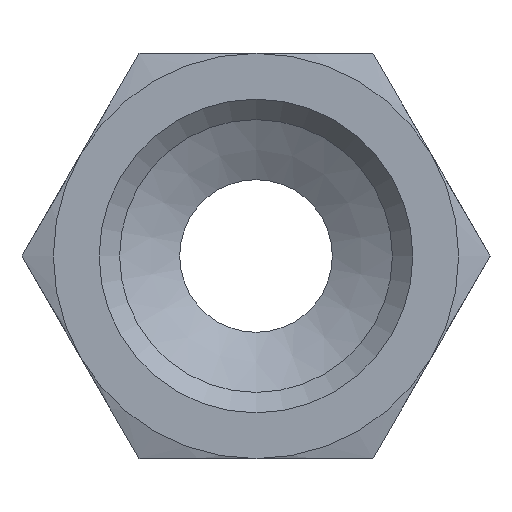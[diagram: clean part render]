
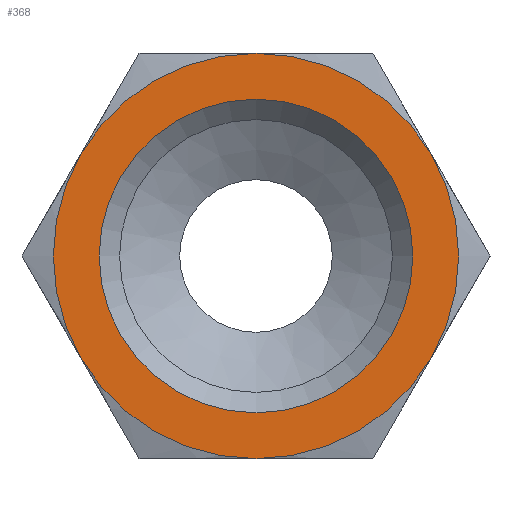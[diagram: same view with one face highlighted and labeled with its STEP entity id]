
A CAD part, left-side view. The second image highlights one B-rep face of the part: STEP entity #368.
In plain terms, the highlighted planar face has unit normal (-1, 0, 0).
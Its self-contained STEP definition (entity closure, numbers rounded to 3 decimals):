
#52=PLANE('',#416);
#62=CIRCLE('',#403,8.5);
#63=CIRCLE('',#405,8.5);
#64=CIRCLE('',#407,8.5);
#65=CIRCLE('',#409,8.5);
#66=CIRCLE('',#411,8.5);
#67=CIRCLE('',#413,8.5);
#69=CIRCLE('',#417,6.579);
#108=ORIENTED_EDGE('',*,*,#178,.F.);
#109=ORIENTED_EDGE('',*,*,#175,.F.);
#110=ORIENTED_EDGE('',*,*,#184,.F.);
#111=ORIENTED_EDGE('',*,*,#190,.F.);
#112=ORIENTED_EDGE('',*,*,#186,.F.);
#113=ORIENTED_EDGE('',*,*,#180,.F.);
#114=ORIENTED_EDGE('',*,*,#198,.T.);
#175=EDGE_CURVE('',#220,#219,#62,.T.);
#178=EDGE_CURVE('',#219,#222,#63,.T.);
#180=EDGE_CURVE('',#222,#224,#64,.T.);
#184=EDGE_CURVE('',#226,#220,#65,.T.);
#186=EDGE_CURVE('',#224,#228,#66,.T.);
#190=EDGE_CURVE('',#228,#226,#67,.T.);
#198=EDGE_CURVE('',#237,#237,#69,.T.);
#219=VERTEX_POINT('',#570);
#220=VERTEX_POINT('',#575);
#222=VERTEX_POINT('',#583);
#224=VERTEX_POINT('',#596);
#226=VERTEX_POINT('',#611);
#228=VERTEX_POINT('',#620);
#237=VERTEX_POINT('',#653);
#271=EDGE_LOOP('',(#108,#109,#110,#111,#112,#113));
#272=EDGE_LOOP('',(#114));
#315=FACE_BOUND('',#271,.T.);
#316=FACE_BOUND('',#272,.T.);
#368=ADVANCED_FACE('',(#315,#316),#52,.F.);
#403=AXIS2_PLACEMENT_3D('',#576,#455,#456);
#405=AXIS2_PLACEMENT_3D('',#588,#459,#460);
#407=AXIS2_PLACEMENT_3D('',#595,#463,#464);
#409=AXIS2_PLACEMENT_3D('',#612,#467,#468);
#411=AXIS2_PLACEMENT_3D('',#619,#471,#472);
#413=AXIS2_PLACEMENT_3D('',#635,#475,#476);
#416=AXIS2_PLACEMENT_3D('',#651,#487,#488);
#417=AXIS2_PLACEMENT_3D('',#652,#489,#490);
#455=DIRECTION('',(1.,0.,0.));
#456=DIRECTION('',(0.,0.,-1.));
#459=DIRECTION('',(1.,0.,0.));
#460=DIRECTION('',(0.,0.,-1.));
#463=DIRECTION('',(1.,0.,0.));
#464=DIRECTION('',(0.,0.,-1.));
#467=DIRECTION('',(1.,0.,0.));
#468=DIRECTION('',(0.,0.,-1.));
#471=DIRECTION('',(1.,0.,0.));
#472=DIRECTION('',(0.,0.,-1.));
#475=DIRECTION('',(1.,0.,0.));
#476=DIRECTION('',(0.,0.,-1.));
#487=DIRECTION('',(1.,0.,0.));
#488=DIRECTION('',(0.,0.,-1.));
#489=DIRECTION('',(1.,0.,0.));
#490=DIRECTION('',(0.,0.,-1.));
#570=CARTESIAN_POINT('',(-19.,7.361,-4.25));
#575=CARTESIAN_POINT('',(-19.,0.,-8.5));
#576=CARTESIAN_POINT('',(-19.,0.,0.));
#583=CARTESIAN_POINT('',(-19.,7.361,4.25));
#588=CARTESIAN_POINT('',(-19.,0.,0.));
#595=CARTESIAN_POINT('',(-19.,0.,0.));
#596=CARTESIAN_POINT('',(-19.,0.,8.5));
#611=CARTESIAN_POINT('',(-19.,-7.361,-4.25));
#612=CARTESIAN_POINT('',(-19.,0.,0.));
#619=CARTESIAN_POINT('',(-19.,0.,0.));
#620=CARTESIAN_POINT('',(-19.,-7.361,4.25));
#635=CARTESIAN_POINT('',(-19.,0.,0.));
#651=CARTESIAN_POINT('',(-19.,0.,0.));
#652=CARTESIAN_POINT('',(-19.,0.,0.));
#653=CARTESIAN_POINT('',(-19.,0.,-6.579));
